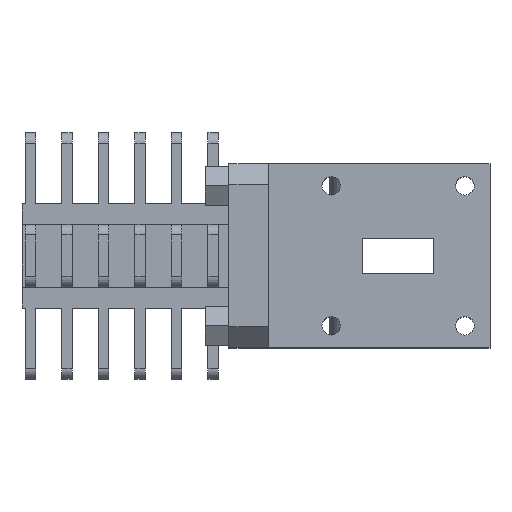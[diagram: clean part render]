
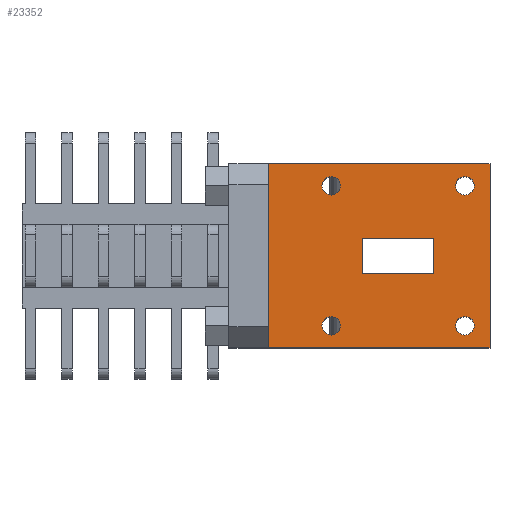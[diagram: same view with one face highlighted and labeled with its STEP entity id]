
A CAD part, top view. The second image highlights one B-rep face of the part: STEP entity #23352.
In plain terms, the highlighted planar face has unit normal (0, 0, 1).
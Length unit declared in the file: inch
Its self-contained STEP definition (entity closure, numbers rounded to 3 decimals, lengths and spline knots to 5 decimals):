
#675 = ORIENTED_EDGE ( 'NONE', *, *, #2795, .T. ) ;
#1111 = CARTESIAN_POINT ( 'NONE',  ( 0.53773, 0., 0.48793 ) ) ;
#1209 = CIRCLE ( 'NONE', #22986, 0.0445 ) ;
#1329 = VECTOR ( 'NONE', #3731, 39.37008 ) ;
#1373 = VECTOR ( 'NONE', #6816, 39.37008 ) ;
#1408 = AXIS2_PLACEMENT_3D ( 'NONE', #25839, #23360, #6569 ) ;
#1453 = EDGE_LOOP ( 'NONE', ( #16391, #21374 ) ) ;
#1504 = ORIENTED_EDGE ( 'NONE', *, *, #13576, .T. ) ;
#2138 = CARTESIAN_POINT ( 'NONE',  ( -0.07227, 0.355, 0.48793 ) ) ;
#2231 = EDGE_CURVE ( 'NONE', #4186, #5666, #19585, .T. ) ;
#2795 = EDGE_CURVE ( 'NONE', #3862, #29508, #18349, .T. ) ;
#3020 = CARTESIAN_POINT ( 'NONE',  ( -0.26677, 0.105, 0.48793 ) ) ;
#3683 = EDGE_CURVE ( 'NONE', #15372, #14697, #13982, .T. ) ;
#3731 = DIRECTION ( 'NONE',  ( 1., 0., 0. ) ) ;
#3840 = DIRECTION ( 'NONE',  ( -1., 0., 0. ) ) ;
#3862 = VERTEX_POINT ( 'NONE', #26544 ) ;
#4095 = EDGE_CURVE ( 'NONE', #3862, #22169, #16936, .T. ) ;
#4186 = VERTEX_POINT ( 'NONE', #12998 ) ;
#4528 = DIRECTION ( 'NONE',  ( 0., 0., -1. ) ) ;
#4708 = CARTESIAN_POINT ( 'NONE',  ( -0.17777, 0.775, 0.48793 ) ) ;
#5186 = EDGE_CURVE ( 'NONE', #5743, #30754, #16002, .T. ) ;
#5261 = ORIENTED_EDGE ( 'NONE', *, *, #5486, .T. ) ;
#5291 = CARTESIAN_POINT ( 'NONE',  ( -0.17777, 0.105, 0.48793 ) ) ;
#5486 = EDGE_CURVE ( 'NONE', #30754, #5743, #6641, .T. ) ;
#5546 = VECTOR ( 'NONE', #20323, 39.37008 ) ;
#5618 = EDGE_LOOP ( 'NONE', ( #10944, #11355 ) ) ;
#5620 = EDGE_CURVE ( 'NONE', #23261, #28406, #1209, .T. ) ;
#5666 = VERTEX_POINT ( 'NONE', #16854 ) ;
#5743 = VERTEX_POINT ( 'NONE', #7692 ) ;
#5836 = LINE ( 'NONE', #1111, #1329 ) ;
#5948 = VECTOR ( 'NONE', #27476, 39.37008 ) ;
#6083 = ORIENTED_EDGE ( 'NONE', *, *, #9901, .F. ) ;
#6416 = EDGE_CURVE ( 'NONE', #22169, #14988, #28124, .T. ) ;
#6569 = DIRECTION ( 'NONE',  ( -1., 0., 0. ) ) ;
#6641 = CIRCLE ( 'NONE', #1408, 0.0445 ) ;
#6816 = DIRECTION ( 'NONE',  ( 1., 0., 0. ) ) ;
#7274 = FACE_OUTER_BOUND ( 'NONE', #16102, .T. ) ;
#7449 = CARTESIAN_POINT ( 'NONE',  ( 0.53773, 0., 0.48793 ) ) ;
#7692 = CARTESIAN_POINT ( 'NONE',  ( 0.46223, 0.105, 0.48793 ) ) ;
#8094 = LINE ( 'NONE', #2138, #17161 ) ;
#8433 = VECTOR ( 'NONE', #11922, 39.37008 ) ;
#8546 = CARTESIAN_POINT ( 'NONE',  ( 0.26773, 0.355, 0.48793 ) ) ;
#8765 = FACE_BOUND ( 'NONE', #26286, .T. ) ;
#9041 = CIRCLE ( 'NONE', #21359, 0.0445 ) ;
#9389 = ORIENTED_EDGE ( 'NONE', *, *, #4095, .F. ) ;
#9391 = CARTESIAN_POINT ( 'NONE',  ( 0.26773, 0.355, 0.48793 ) ) ;
#9501 = FACE_BOUND ( 'NONE', #5618, .T. ) ;
#9834 = VERTEX_POINT ( 'NONE', #10854 ) ;
#9901 = EDGE_CURVE ( 'NONE', #9834, #13109, #30618, .T. ) ;
#9909 = EDGE_CURVE ( 'NONE', #13109, #4186, #26183, .T. ) ;
#9928 = EDGE_CURVE ( 'NONE', #15144, #10167, #29155, .T. ) ;
#9951 = AXIS2_PLACEMENT_3D ( 'NONE', #30116, #25346, #15618 ) ;
#10152 = AXIS2_PLACEMENT_3D ( 'NONE', #18255, #15730, #23156 ) ;
#10167 = VERTEX_POINT ( 'NONE', #30360 ) ;
#10208 = EDGE_CURVE ( 'NONE', #10167, #15144, #25008, .T. ) ;
#10703 = DIRECTION ( 'NONE',  ( 0., 0., -1. ) ) ;
#10725 = CARTESIAN_POINT ( 'NONE',  ( 0.53773, 0.88, 0.48793 ) ) ;
#10854 = CARTESIAN_POINT ( 'NONE',  ( -0.07227, 0.355, 0.48793 ) ) ;
#10907 = AXIS2_PLACEMENT_3D ( 'NONE', #30091, #16018, #25632 ) ;
#10944 = ORIENTED_EDGE ( 'NONE', *, *, #9928, .T. ) ;
#11246 = EDGE_CURVE ( 'NONE', #28406, #23261, #9041, .T. ) ;
#11355 = ORIENTED_EDGE ( 'NONE', *, *, #10208, .T. ) ;
#11372 = FACE_BOUND ( 'NONE', #1453, .T. ) ;
#11768 = CARTESIAN_POINT ( 'NONE',  ( -0.22227, 0.105, 0.48793 ) ) ;
#11922 = DIRECTION ( 'NONE',  ( 0., 1., 0. ) ) ;
#12291 = DIRECTION ( 'NONE',  ( 1., 0., 0. ) ) ;
#12904 = CARTESIAN_POINT ( 'NONE',  ( 0.53773, 0.88, 0.48793 ) ) ;
#12998 = CARTESIAN_POINT ( 'NONE',  ( 0.26773, 0.525, 0.48793 ) ) ;
#13097 = VECTOR ( 'NONE', #3840, 39.37008 ) ;
#13109 = VERTEX_POINT ( 'NONE', #8546 ) ;
#13576 = EDGE_CURVE ( 'NONE', #29508, #14988, #5836, .T. ) ;
#13835 = ORIENTED_EDGE ( 'NONE', *, *, #5620, .T. ) ;
#13982 = CIRCLE ( 'NONE', #10907, 0.0445 ) ;
#14535 = DIRECTION ( 'NONE',  ( -1., 0., 0. ) ) ;
#14686 = CARTESIAN_POINT ( 'NONE',  ( 0.37323, 0.105, 0.48793 ) ) ;
#14697 = VERTEX_POINT ( 'NONE', #18299 ) ;
#14948 = CARTESIAN_POINT ( 'NONE',  ( -0.07227, 0.525, 0.48793 ) ) ;
#14988 = VERTEX_POINT ( 'NONE', #7449 ) ;
#15132 = DIRECTION ( 'NONE',  ( -1., 0., 0. ) ) ;
#15144 = VERTEX_POINT ( 'NONE', #27603 ) ;
#15372 = VERTEX_POINT ( 'NONE', #4708 ) ;
#15618 = DIRECTION ( 'NONE',  ( -1., 0., 0. ) ) ;
#15730 = DIRECTION ( 'NONE',  ( 0., 0., -1. ) ) ;
#16002 = CIRCLE ( 'NONE', #10152, 0.0445 ) ;
#16018 = DIRECTION ( 'NONE',  ( 0., 0., -1. ) ) ;
#16097 = DIRECTION ( 'NONE',  ( 0., 0., -1. ) ) ;
#16102 = EDGE_LOOP ( 'NONE', ( #1504, #21426, #9389, #675 ) ) ;
#16391 = ORIENTED_EDGE ( 'NONE', *, *, #3683, .T. ) ;
#16507 = CARTESIAN_POINT ( 'NONE',  ( 0.41773, 0.775, 0.48793 ) ) ;
#16854 = CARTESIAN_POINT ( 'NONE',  ( -0.07227, 0.525, 0.48793 ) ) ;
#16936 = LINE ( 'NONE', #26748, #30067 ) ;
#17048 = ORIENTED_EDGE ( 'NONE', *, *, #9909, .F. ) ;
#17161 = VECTOR ( 'NONE', #18969, 39.37008 ) ;
#18255 = CARTESIAN_POINT ( 'NONE',  ( 0.41773, 0.105, 0.48793 ) ) ;
#18299 = CARTESIAN_POINT ( 'NONE',  ( -0.26677, 0.775, 0.48793 ) ) ;
#18349 = LINE ( 'NONE', #20422, #5546 ) ;
#18969 = DIRECTION ( 'NONE',  ( 0., -1., 0. ) ) ;
#19585 = LINE ( 'NONE', #14948, #13097 ) ;
#19899 = ORIENTED_EDGE ( 'NONE', *, *, #11246, .T. ) ;
#20323 = DIRECTION ( 'NONE',  ( 0., -1., 0. ) ) ;
#20368 = DIRECTION ( 'NONE',  ( -1., 0., 0. ) ) ;
#20422 = CARTESIAN_POINT ( 'NONE',  ( -0.52227, 0.88, 0.48793 ) ) ;
#20555 = ORIENTED_EDGE ( 'NONE', *, *, #5186, .T. ) ;
#20564 = EDGE_LOOP ( 'NONE', ( #13835, #19899 ) ) ;
#20874 = FACE_BOUND ( 'NONE', #22703, .T. ) ;
#21079 = DIRECTION ( 'NONE',  ( -1., 0., 0. ) ) ;
#21246 = FACE_BOUND ( 'NONE', #20564, .T. ) ;
#21359 = AXIS2_PLACEMENT_3D ( 'NONE', #26927, #22141, #15132 ) ;
#21374 = ORIENTED_EDGE ( 'NONE', *, *, #22806, .T. ) ;
#21376 = DIRECTION ( 'NONE',  ( -1., 0., 0. ) ) ;
#21426 = ORIENTED_EDGE ( 'NONE', *, *, #6416, .F. ) ;
#22082 = CARTESIAN_POINT ( 'NONE',  ( -0.52227, 0., 0.48793 ) ) ;
#22141 = DIRECTION ( 'NONE',  ( 0., 0., -1. ) ) ;
#22169 = VERTEX_POINT ( 'NONE', #24902 ) ;
#22481 = EDGE_CURVE ( 'NONE', #5666, #9834, #8094, .T. ) ;
#22677 = PLANE ( 'NONE',  #24401 ) ;
#22703 = EDGE_LOOP ( 'NONE', ( #24475, #17048, #6083, #27898 ) ) ;
#22806 = EDGE_CURVE ( 'NONE', #14697, #15372, #30957, .T. ) ;
#22986 = AXIS2_PLACEMENT_3D ( 'NONE', #11768, #23974, #14535 ) ;
#23156 = DIRECTION ( 'NONE',  ( -1., 0., 0. ) ) ;
#23261 = VERTEX_POINT ( 'NONE', #5291 ) ;
#23352 = ADVANCED_FACE ( 'NONE', ( #9501, #8765, #21246, #11372, #20874, #7274 ), #22677, .F. ) ;
#23360 = DIRECTION ( 'NONE',  ( 0., 0., -1. ) ) ;
#23465 = CARTESIAN_POINT ( 'NONE',  ( -0.07227, 0.355, 0.48793 ) ) ;
#23712 = CARTESIAN_POINT ( 'NONE',  ( 0.41773, 0.775, 0.48793 ) ) ;
#23974 = DIRECTION ( 'NONE',  ( 0., 0., -1. ) ) ;
#24401 = AXIS2_PLACEMENT_3D ( 'NONE', #12904, #10703, #20368 ) ;
#24475 = ORIENTED_EDGE ( 'NONE', *, *, #2231, .F. ) ;
#24902 = CARTESIAN_POINT ( 'NONE',  ( 0.53773, 0.88, 0.48793 ) ) ;
#25008 = CIRCLE ( 'NONE', #29724, 0.0445 ) ;
#25346 = DIRECTION ( 'NONE',  ( 0., 0., -1. ) ) ;
#25632 = DIRECTION ( 'NONE',  ( -1., 0., 0. ) ) ;
#25839 = CARTESIAN_POINT ( 'NONE',  ( 0.41773, 0.105, 0.48793 ) ) ;
#26183 = LINE ( 'NONE', #9391, #8433 ) ;
#26286 = EDGE_LOOP ( 'NONE', ( #20555, #5261 ) ) ;
#26544 = CARTESIAN_POINT ( 'NONE',  ( -0.52227, 0.88, 0.48793 ) ) ;
#26748 = CARTESIAN_POINT ( 'NONE',  ( 0.53773, 0.88, 0.48793 ) ) ;
#26927 = CARTESIAN_POINT ( 'NONE',  ( -0.22227, 0.105, 0.48793 ) ) ;
#27476 = DIRECTION ( 'NONE',  ( 0., -1., 0. ) ) ;
#27603 = CARTESIAN_POINT ( 'NONE',  ( 0.46223, 0.775, 0.48793 ) ) ;
#27898 = ORIENTED_EDGE ( 'NONE', *, *, #22481, .F. ) ;
#28124 = LINE ( 'NONE', #10725, #5948 ) ;
#28294 = AXIS2_PLACEMENT_3D ( 'NONE', #23712, #4528, #21376 ) ;
#28406 = VERTEX_POINT ( 'NONE', #3020 ) ;
#29155 = CIRCLE ( 'NONE', #28294, 0.0445 ) ;
#29508 = VERTEX_POINT ( 'NONE', #22082 ) ;
#29724 = AXIS2_PLACEMENT_3D ( 'NONE', #16507, #16097, #21079 ) ;
#30067 = VECTOR ( 'NONE', #12291, 39.37008 ) ;
#30091 = CARTESIAN_POINT ( 'NONE',  ( -0.22227, 0.775, 0.48793 ) ) ;
#30116 = CARTESIAN_POINT ( 'NONE',  ( -0.22227, 0.775, 0.48793 ) ) ;
#30360 = CARTESIAN_POINT ( 'NONE',  ( 0.37323, 0.775, 0.48793 ) ) ;
#30618 = LINE ( 'NONE', #23465, #1373 ) ;
#30754 = VERTEX_POINT ( 'NONE', #14686 ) ;
#30957 = CIRCLE ( 'NONE', #9951, 0.0445 ) ;
